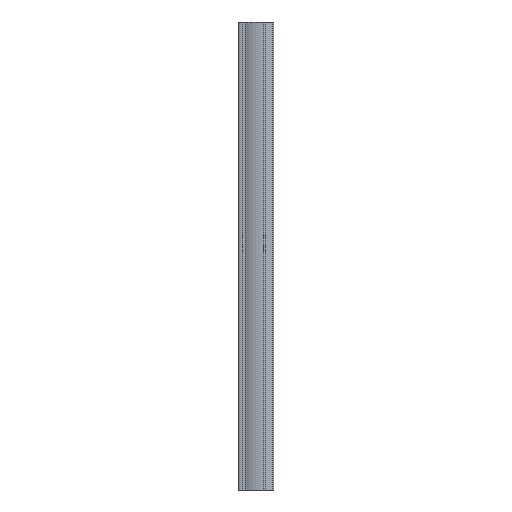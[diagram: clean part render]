
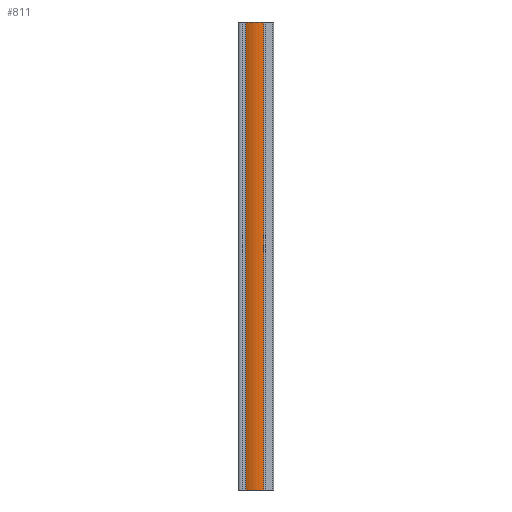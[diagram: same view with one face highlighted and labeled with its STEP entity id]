
A CAD part, left-side view. The second image highlights one B-rep face of the part: STEP entity #811.
In plain terms, the highlighted cylindrical face has radius 5.508 mm (diameter 11.016 mm), a partial arc.
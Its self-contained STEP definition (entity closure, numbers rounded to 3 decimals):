
#36=FACE_OUTER_BOUND('',#80,.T.);
#80=EDGE_LOOP('',(#544,#545,#546,#547));
#128=LINE('',#1281,#200);
#129=LINE('',#1284,#201);
#200=VECTOR('',#1007,1000.);
#201=VECTOR('',#1010,1000.);
#272=CIRCLE('',#884,5.508);
#273=CIRCLE('',#885,5.508);
#334=VERTEX_POINT('',#1277);
#335=VERTEX_POINT('',#1278);
#336=VERTEX_POINT('',#1280);
#337=VERTEX_POINT('',#1282);
#418=EDGE_CURVE('',#334,#335,#272,.T.);
#419=EDGE_CURVE('',#334,#336,#128,.T.);
#420=EDGE_CURVE('',#336,#337,#273,.T.);
#421=EDGE_CURVE('',#337,#335,#129,.T.);
#544=ORIENTED_EDGE('',*,*,#418,.F.);
#545=ORIENTED_EDGE('',*,*,#419,.T.);
#546=ORIENTED_EDGE('',*,*,#420,.T.);
#547=ORIENTED_EDGE('',*,*,#421,.T.);
#784=CYLINDRICAL_SURFACE('',#883,5.508);
#811=ADVANCED_FACE('',(#36),#784,.T.);
#883=AXIS2_PLACEMENT_3D('',#1276,#1003,#1004);
#884=AXIS2_PLACEMENT_3D('',#1279,#1005,#1006);
#885=AXIS2_PLACEMENT_3D('',#1283,#1008,#1009);
#1003=DIRECTION('center_axis',(0.,0.,-1.));
#1004=DIRECTION('ref_axis',(-1.,0.,0.));
#1005=DIRECTION('center_axis',(0.,0.,1.));
#1006=DIRECTION('ref_axis',(-1.,0.,0.));
#1007=DIRECTION('',(0.,0.,-1.));
#1008=DIRECTION('center_axis',(0.,0.,1.));
#1009=DIRECTION('ref_axis',(-1.,0.,0.));
#1010=DIRECTION('',(0.,0.,1.));
#1276=CARTESIAN_POINT('Origin',(-2.742,-4.273,1000.));
#1277=CARTESIAN_POINT('',(-7.562,-1.608,-900.));
#1278=CARTESIAN_POINT('',(-8.125,-5.44,-900.));
#1279=CARTESIAN_POINT('Origin',(-2.742,-4.273,-900.));
#1280=CARTESIAN_POINT('',(-7.562,-1.608,-1000.));
#1281=CARTESIAN_POINT('',(-7.562,-1.608,1000.));
#1282=CARTESIAN_POINT('',(-8.125,-5.44,-1000.));
#1283=CARTESIAN_POINT('Origin',(-2.742,-4.273,-1000.));
#1284=CARTESIAN_POINT('',(-8.125,-5.44,1000.));
